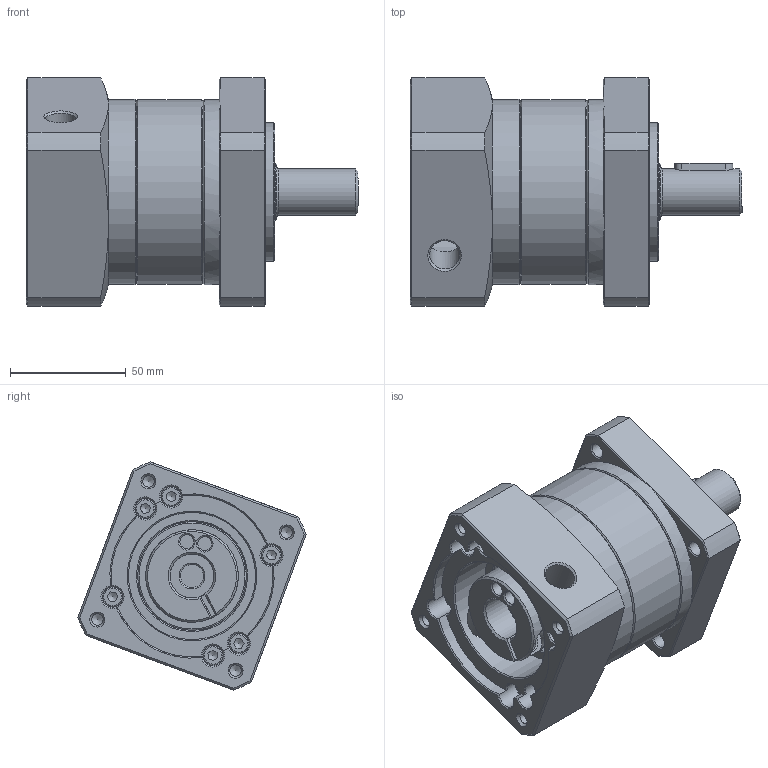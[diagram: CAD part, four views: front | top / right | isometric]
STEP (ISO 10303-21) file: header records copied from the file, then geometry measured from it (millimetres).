
FILE_DESCRIPTION(/* description */ (''),/* implementation_level */ '2;1');
FILE_NAME(/* name */ '80.stp',/* time_stamp */ '2024-04-10T14:36:02+08:00',/* author */ ('Administrator'),/* organization */ (''),/* preprocessor_version */ 'ST-DEVELOPER v18',/* originating_system */ 'Autodesk Inventor 2020',/* authorisation */ '');
FILE_SCHEMA (('AUTOMOTIVE_DESIGN { 1 0 10303 214 3 1 1 }'));
Products named in the file (14): 部件1; 80内齿轮; 零件2; 80后盖方; 80输出轴; 6005轴承; 滚动轴承 6005 GB/T 276-94; J206-1801-101; 80油封; 键80; 540; 螺钉 GB/T 70.1 M5 x 40; 525; 螺钉 GB/T 70.1 M5 x 25
Assembly tree (27 placements, depth 3):
  部件1
    80内齿轮
    零件2
    80后盖方
    80输出轴
    6005轴承  x3
      滚动轴承 6005 GB/T 276-94
    J206-1801-101
    80油封
    键80
    540  x8
      螺钉 GB/T 70.1 M5 x 40
    525  x6
      螺钉 GB/T 70.1 M5 x 25
Bounding box: 143.45 x 98.61 x 98.61 mm (x, y, z)
Volume: 474466 mm3; surface area: 155831.9 mm2
Topology: 54 solids, 54 shells, 1740 faces, 5000 edges, 3369 vertices
Faces by surface type: cylinder 795, plane 464, bspline 220, cone 135, torus 99, sphere 27
Full cylindrical faces by diameter (mm): 4.917 x5, 5 x14, 5.5 x14, 6 x2, 6.5 x5, 8.5 x14, 9 x14, 10 x1, 13 x2, 19 x1, 19.3 x1, 20 x1, 23.5 x1, 23.9 x2, 24.7 x2, 25 x8, 28 x1, 29 x3, 32.7 x6, 37 x3, 39 x1, 39.3 x6, 40 x3, 42 x1, 43 x1, 47 x6, 49.5 x1, 55 x1, 57 x1, 58.378 x2
Entity records: 55898 total; most frequent: CARTESIAN_POINT 15261, DIRECTION 8666, ORIENTED_EDGE 8512, EDGE_CURVE 4256, AXIS2_PLACEMENT_3D 3424, VERTEX_POINT 2885, CIRCLE 1901, LINE 1818
